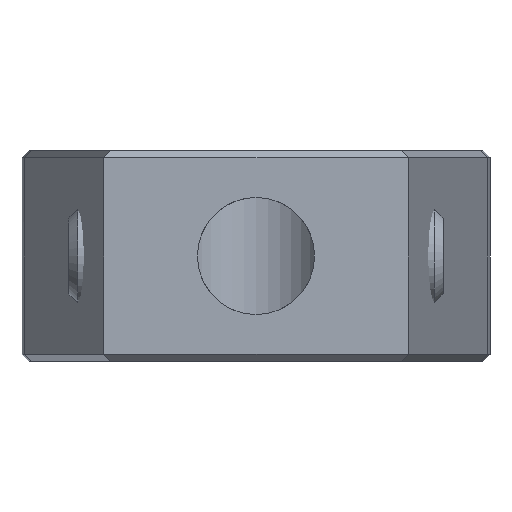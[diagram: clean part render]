
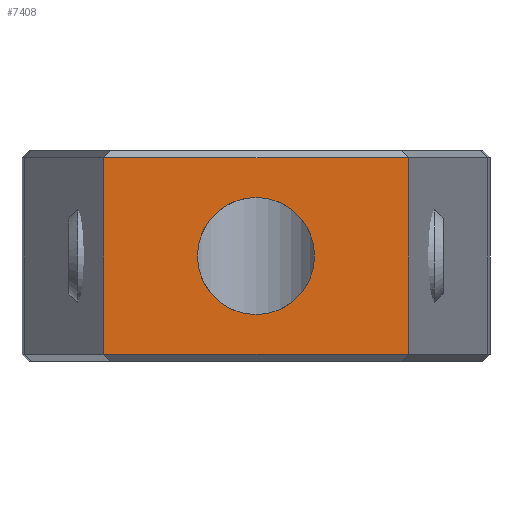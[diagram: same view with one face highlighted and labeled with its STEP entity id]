
A CAD part, front view. The second image highlights one B-rep face of the part: STEP entity #7408.
In plain terms, the highlighted planar face has unit normal (0, -1, 0).
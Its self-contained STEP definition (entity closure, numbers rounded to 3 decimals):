
#44 = ORIENTED_EDGE ( 'NONE', *, *, #3238, .T. ) ;
#266 = VECTOR ( 'NONE', #13560, 1000. ) ;
#351 = ORIENTED_EDGE ( 'NONE', *, *, #3464, .T. ) ;
#621 = AXIS2_PLACEMENT_3D ( 'NONE', #7363, #8224, #5094 ) ;
#857 = CARTESIAN_POINT ( 'NONE',  ( 6.5, -25., -0.3 ) ) ;
#1479 = EDGE_CURVE ( 'NONE', #2771, #12736, #11923, .T. ) ;
#2070 = DIRECTION ( 'NONE',  ( 0., 0., 1. ) ) ;
#2115 = DIRECTION ( 'NONE',  ( 0., 0., 1. ) ) ;
#2220 = CARTESIAN_POINT ( 'NONE',  ( -6.5, -25., -0.3 ) ) ;
#2252 = FACE_BOUND ( 'NONE', #9311, .T. ) ;
#2389 = DIRECTION ( 'NONE',  ( 0., 1., 0. ) ) ;
#2513 = CARTESIAN_POINT ( 'NONE',  ( 0., -25., -2. ) ) ;
#2745 = CARTESIAN_POINT ( 'NONE',  ( 6.5, -25., -8.7 ) ) ;
#2771 = VERTEX_POINT ( 'NONE', #4770 ) ;
#2806 = LINE ( 'NONE', #7148, #266 ) ;
#3095 = FACE_OUTER_BOUND ( 'NONE', #8446, .T. ) ;
#3189 = CARTESIAN_POINT ( 'NONE',  ( 0., -25., -4.5 ) ) ;
#3238 = EDGE_CURVE ( 'NONE', #9471, #7364, #10342, .T. ) ;
#3462 = DIRECTION ( 'NONE',  ( 0., 0., -1. ) ) ;
#3464 = EDGE_CURVE ( 'NONE', #7364, #2771, #12182, .T. ) ;
#4274 = CARTESIAN_POINT ( 'NONE',  ( -6.5, -25., -8.7 ) ) ;
#4770 = CARTESIAN_POINT ( 'NONE',  ( 6.5, -25., -0.3 ) ) ;
#5094 = DIRECTION ( 'NONE',  ( 0., 0., 1. ) ) ;
#5778 = AXIS2_PLACEMENT_3D ( 'NONE', #7609, #2389, #3462 ) ;
#6267 = VECTOR ( 'NONE', #12710, 1000. ) ;
#6365 = CARTESIAN_POINT ( 'NONE',  ( 0., -25., -7. ) ) ;
#6598 = PLANE ( 'NONE',  #5778 ) ;
#6885 = EDGE_CURVE ( 'NONE', #9471, #12736, #2806, .T. ) ;
#7017 = VECTOR ( 'NONE', #2070, 1000. ) ;
#7148 = CARTESIAN_POINT ( 'NONE',  ( -6.5, -25., -9. ) ) ;
#7273 = DIRECTION ( 'NONE',  ( 0., -1., 0. ) ) ;
#7363 = CARTESIAN_POINT ( 'NONE',  ( 0., -25., -4.5 ) ) ;
#7364 = VERTEX_POINT ( 'NONE', #10765 ) ;
#7408 = ADVANCED_FACE ( 'NONE', ( #2252, #3095 ), #6598, .F. ) ;
#7609 = CARTESIAN_POINT ( 'NONE',  ( 6.5, -25., -9. ) ) ;
#7728 = ORIENTED_EDGE ( 'NONE', *, *, #6885, .F. ) ;
#7892 = ORIENTED_EDGE ( 'NONE', *, *, #1479, .T. ) ;
#8037 = VERTEX_POINT ( 'NONE', #2513 ) ;
#8051 = DIRECTION ( 'NONE',  ( 1., 0., 0. ) ) ;
#8224 = DIRECTION ( 'NONE',  ( 0., -1., 0. ) ) ;
#8446 = EDGE_LOOP ( 'NONE', ( #351, #7892, #7728, #44 ) ) ;
#8886 = CIRCLE ( 'NONE', #13300, 2.5 ) ;
#8973 = VERTEX_POINT ( 'NONE', #6365 ) ;
#9311 = EDGE_LOOP ( 'NONE', ( #10688, #13579 ) ) ;
#9471 = VERTEX_POINT ( 'NONE', #4274 ) ;
#10018 = VECTOR ( 'NONE', #8051, 1000. ) ;
#10342 = LINE ( 'NONE', #2745, #10018 ) ;
#10688 = ORIENTED_EDGE ( 'NONE', *, *, #12299, .F. ) ;
#10765 = CARTESIAN_POINT ( 'NONE',  ( 6.5, -25., -8.7 ) ) ;
#11131 = CIRCLE ( 'NONE', #621, 2.5 ) ;
#11592 = CARTESIAN_POINT ( 'NONE',  ( 6.5, -25., -9. ) ) ;
#11923 = LINE ( 'NONE', #857, #6267 ) ;
#12182 = LINE ( 'NONE', #11592, #7017 ) ;
#12299 = EDGE_CURVE ( 'NONE', #8037, #8973, #11131, .T. ) ;
#12710 = DIRECTION ( 'NONE',  ( -1., 0., 0. ) ) ;
#12736 = VERTEX_POINT ( 'NONE', #2220 ) ;
#13300 = AXIS2_PLACEMENT_3D ( 'NONE', #3189, #7273, #2115 ) ;
#13338 = EDGE_CURVE ( 'NONE', #8973, #8037, #8886, .T. ) ;
#13560 = DIRECTION ( 'NONE',  ( 0., 0., 1. ) ) ;
#13579 = ORIENTED_EDGE ( 'NONE', *, *, #13338, .F. ) ;
